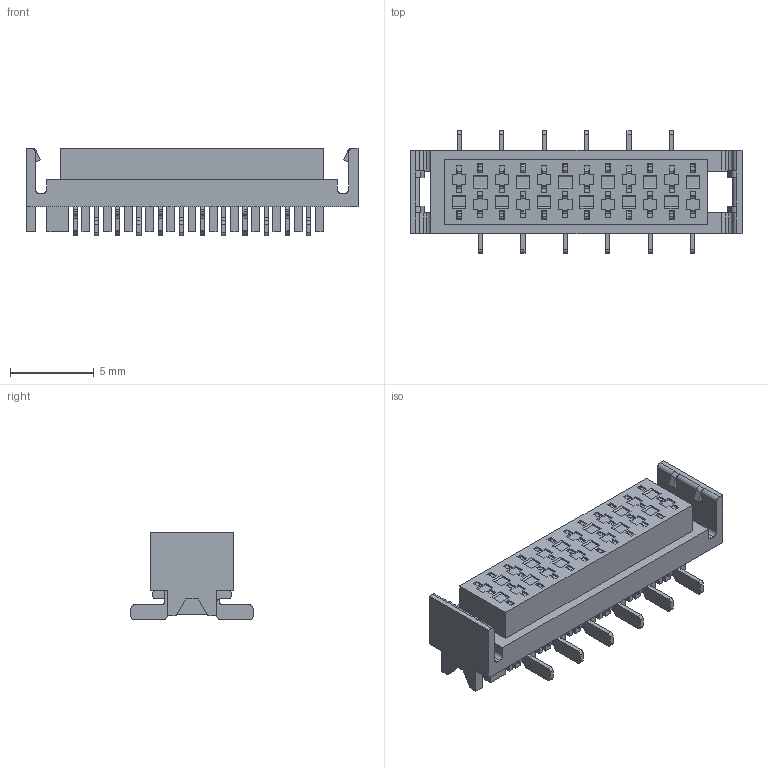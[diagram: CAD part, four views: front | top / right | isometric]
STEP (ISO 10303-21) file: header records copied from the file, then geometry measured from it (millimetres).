
FILE_DESCRIPTION( ('This file contains a STEP AP42 implementation' ,'as created by ZW3D STEP Interface translator.') ,'2;1' );
FILE_NAME( '3900-12FMSNEWR01.stp' ,'231211.155112', (''), ('ZWCAD Software Co.'), 'Version 1.0', 'ZW3D to STEP translator', '' );
FILE_SCHEMA(('AUTOMOTIVE_DESIGN { 1 0 10303 214 1 1 1 1 }'));
Length unit declared in the file: millimetre
Products named in the file (2): 0; 3900-12FMSNEWR01
Bounding box: 19.86 x 7.3 x 5.25 mm (x, y, z)
Volume: 314.4 mm3; surface area: 737 mm2
Topology: 1 solids, 1 shells, 1191 faces, 3432 edges, 2264 vertices
Faces by surface type: plane 920, cylinder 210, bspline 61
Entity records: 40525 total; most frequent: CARTESIAN_POINT 7647, ORIENTED_EDGE 6864, DIRECTION 6210, EDGE_CURVE 3432, VECTOR 2868, LINE 2868, VERTEX_POINT 2264, AXIS2_PLACEMENT_3D 1671
